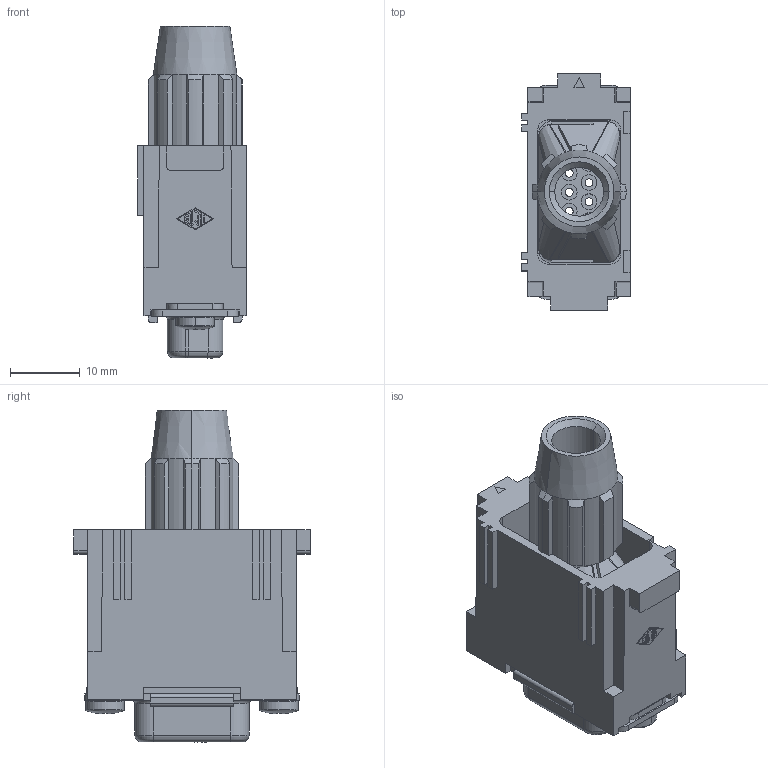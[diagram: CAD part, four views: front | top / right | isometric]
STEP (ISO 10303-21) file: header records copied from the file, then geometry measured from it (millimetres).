
FILE_DESCRIPTION(('CoCreate Modeling STEP Export'),'2;1');
FILE_NAME('CX 01 9VF.stp','2010-02-15T 9:30:41',(''),(''),'CoCreate Modeling STEP processor for AP214 (Solid Model)','CoCreate Modeling 16.00A 16-Aug-2008 (C) Parametric Technology GmbH','');
FILE_SCHEMA(('AUTOMOTIVE_DESIGN { 1 0 10303 214 1 1 1 1 }'));
Length unit declared in the file: millimetre
Products named in the file (2): CX_01_9VF
Assembly tree (1 placements, depth 2):
  CX_01_9VF
    CX_01_9VF
Bounding box: 15.6 x 34 x 47.7 mm (x, y, z)
Volume: 8413 mm3; surface area: 10268.2 mm2
Topology: 1 solids, 3 shells, 702 faces, 1890 edges, 1181 vertices
Faces by surface type: plane 353, cylinder 216, cone 52, torus 40, sphere 32, extrusion 9
Entity records: 27013 total; most frequent: CARTESIAN_POINT 5154, ORIENTED_EDGE 3744, DIRECTION 3174, EDGE_CURVE 1872, VERTEX_POINT 1181, VECTOR 1088, LINE 1079, AXIS2_PLACEMENT_3D 1043
